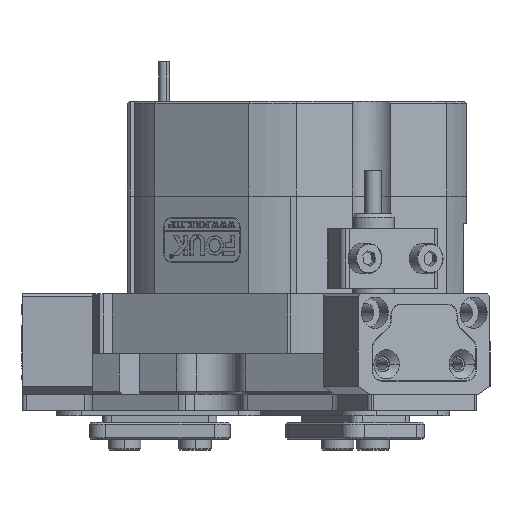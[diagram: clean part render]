
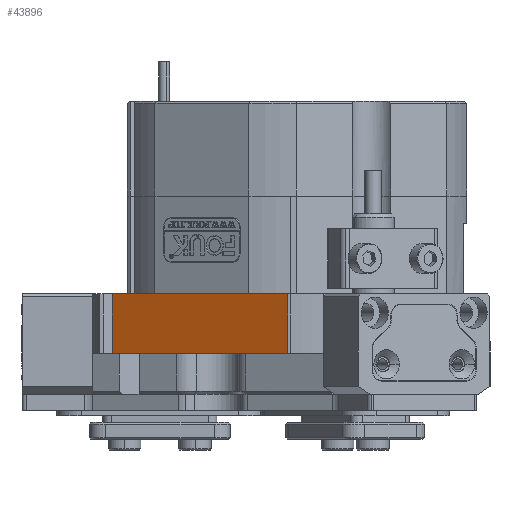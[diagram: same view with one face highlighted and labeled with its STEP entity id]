
A CAD part, left-side view. The second image highlights one B-rep face of the part: STEP entity #43896.
In plain terms, the highlighted planar face has unit normal (-0.866, 0.5, 0).
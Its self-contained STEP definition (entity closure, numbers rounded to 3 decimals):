
#331 = EDGE_LOOP ( 'NONE', ( #10995, #27450, #49390, #48934 ) ) ;
#3782 = EDGE_CURVE ( 'NONE', #17868, #40006, #42993, .T. ) ;
#4592 = CARTESIAN_POINT ( 'NONE',  ( -17.92, 36.961, 3.5 ) ) ;
#7675 = EDGE_CURVE ( 'NONE', #39766, #41421, #15691, .T. ) ;
#9606 = VECTOR ( 'NONE', #14842, 1000. ) ;
#10653 = CARTESIAN_POINT ( 'NONE',  ( -20.323, 32.8, -26.5 ) ) ;
#10995 = ORIENTED_EDGE ( 'NONE', *, *, #7675, .T. ) ;
#11861 = VECTOR ( 'NONE', #24545, 1000. ) ;
#14842 = DIRECTION ( 'NONE',  ( 0., 0., -1. ) ) ;
#15139 = EDGE_CURVE ( 'NONE', #17868, #39766, #19968, .T. ) ;
#15691 = LINE ( 'NONE', #4592, #11861 ) ;
#16454 = CARTESIAN_POINT ( 'NONE',  ( -38.997, 0.455, -7.5 ) ) ;
#17148 = DIRECTION ( 'NONE',  ( 0., 0., 1. ) ) ;
#17868 = VERTEX_POINT ( 'NONE', #16454 ) ;
#19019 = LINE ( 'NONE', #10653, #9606 ) ;
#19968 = LINE ( 'NONE', #33114, #27539 ) ;
#20863 = FACE_OUTER_BOUND ( 'NONE', #331, .T. ) ;
#22807 = CARTESIAN_POINT ( 'NONE',  ( -38.997, 0.455, 3.5 ) ) ;
#24545 = DIRECTION ( 'NONE',  ( 0.5, 0.866, 0. ) ) ;
#24587 = DIRECTION ( 'NONE',  ( 0.5, 0.866, 0. ) ) ;
#27450 = ORIENTED_EDGE ( 'NONE', *, *, #51714, .T. ) ;
#27539 = VECTOR ( 'NONE', #17148, 1000. ) ;
#27680 = DIRECTION ( 'NONE',  ( 0.5, 0.866, 0. ) ) ;
#31400 = CARTESIAN_POINT ( 'NONE',  ( -20.323, 32.8, 3.5 ) ) ;
#32385 = CARTESIAN_POINT ( 'NONE',  ( -17.92, 36.961, -26.5 ) ) ;
#33114 = CARTESIAN_POINT ( 'NONE',  ( -38.997, 0.455, -15. ) ) ;
#33650 = VECTOR ( 'NONE', #24587, 1000. ) ;
#35863 = DIRECTION ( 'NONE',  ( 0.866, -0.5, 0. ) ) ;
#39766 = VERTEX_POINT ( 'NONE', #22807 ) ;
#39770 = CARTESIAN_POINT ( 'NONE',  ( -17.92, 36.961, -7.5 ) ) ;
#40006 = VERTEX_POINT ( 'NONE', #47729 ) ;
#40053 = PLANE ( 'NONE',  #45784 ) ;
#41421 = VERTEX_POINT ( 'NONE', #31400 ) ;
#42993 = LINE ( 'NONE', #39770, #33650 ) ;
#43896 = ADVANCED_FACE ( 'NONE', ( #20863 ), #40053, .F. ) ;
#45784 = AXIS2_PLACEMENT_3D ( 'NONE', #32385, #35863, #27680 ) ;
#47729 = CARTESIAN_POINT ( 'NONE',  ( -20.323, 32.8, -7.5 ) ) ;
#48934 = ORIENTED_EDGE ( 'NONE', *, *, #15139, .T. ) ;
#49390 = ORIENTED_EDGE ( 'NONE', *, *, #3782, .F. ) ;
#51714 = EDGE_CURVE ( 'NONE', #41421, #40006, #19019, .T. ) ;
